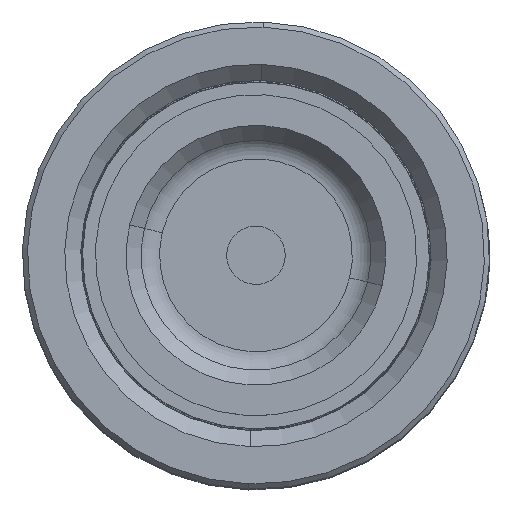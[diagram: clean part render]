
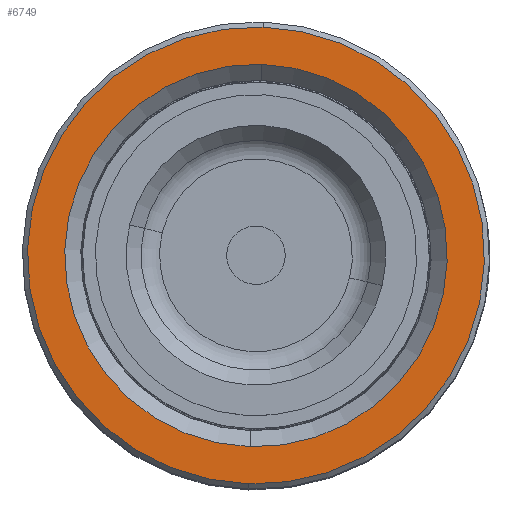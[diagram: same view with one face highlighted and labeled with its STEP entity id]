
A CAD part, top view. The second image highlights one B-rep face of the part: STEP entity #6749.
In plain terms, the highlighted planar face has unit normal (0, 0, 1).
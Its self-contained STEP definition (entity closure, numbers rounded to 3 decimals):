
#3001 = CIRCLE ( 'NONE', #24324, 31.3 ) ;
#3573 = CARTESIAN_POINT ( 'NONE',  ( 0., 0., 80. ) ) ;
#3637 = AXIS2_PLACEMENT_3D ( 'NONE', #28505, #19698, #7942 ) ;
#6749 = ADVANCED_FACE ( 'NONE', ( #36811, #47819 ), #34724, .T. ) ;
#7570 = DIRECTION ( 'NONE',  ( 0., 0., 1. ) ) ;
#7942 = DIRECTION ( 'NONE',  ( 1., 0., 0. ) ) ;
#9834 = ORIENTED_EDGE ( 'NONE', *, *, #13421, .T. ) ;
#10009 = CARTESIAN_POINT ( 'NONE',  ( 31.3, 0., 80. ) ) ;
#13363 = EDGE_CURVE ( 'NONE', #18193, #23822, #24977, .T. ) ;
#13421 = EDGE_CURVE ( 'NONE', #24463, #52202, #3001, .T. ) ;
#14332 = CARTESIAN_POINT ( 'NONE',  ( 0., 0., 80. ) ) ;
#15398 = CARTESIAN_POINT ( 'NONE',  ( 0., 0., 80. ) ) ;
#18193 = VERTEX_POINT ( 'NONE', #22396 ) ;
#19698 = DIRECTION ( 'NONE',  ( 0., 0., -1. ) ) ;
#22396 = CARTESIAN_POINT ( 'NONE',  ( 26.2, 0., 80. ) ) ;
#23235 = AXIS2_PLACEMENT_3D ( 'NONE', #50664, #52085, #39426 ) ;
#23822 = VERTEX_POINT ( 'NONE', #28196 ) ;
#24324 = AXIS2_PLACEMENT_3D ( 'NONE', #15398, #51895, #27668 ) ;
#24463 = VERTEX_POINT ( 'NONE', #32456 ) ;
#24977 = CIRCLE ( 'NONE', #49968, 26.2 ) ;
#27668 = DIRECTION ( 'NONE',  ( 1., 0., 0. ) ) ;
#28196 = CARTESIAN_POINT ( 'NONE',  ( -26.2, 0., 80. ) ) ;
#28318 = DIRECTION ( 'NONE',  ( 1., 0., 0. ) ) ;
#28505 = CARTESIAN_POINT ( 'NONE',  ( 0., 0., 80. ) ) ;
#32456 = CARTESIAN_POINT ( 'NONE',  ( -31.3, 0., 80. ) ) ;
#32696 = AXIS2_PLACEMENT_3D ( 'NONE', #3573, #7570, #28318 ) ;
#33268 = EDGE_CURVE ( 'NONE', #52202, #24463, #47127, .T. ) ;
#33618 = ORIENTED_EDGE ( 'NONE', *, *, #44124, .T. ) ;
#34724 = PLANE ( 'NONE',  #23235 ) ;
#36811 = FACE_OUTER_BOUND ( 'NONE', #46448, .T. ) ;
#39284 = CIRCLE ( 'NONE', #3637, 26.2 ) ;
#39409 = DIRECTION ( 'NONE',  ( 1., 0., 0. ) ) ;
#39426 = DIRECTION ( 'NONE',  ( 1., 0., 0. ) ) ;
#41506 = ORIENTED_EDGE ( 'NONE', *, *, #33268, .T. ) ;
#44100 = DIRECTION ( 'NONE',  ( 0., 0., -1. ) ) ;
#44124 = EDGE_CURVE ( 'NONE', #23822, #18193, #39284, .T. ) ;
#44678 = ORIENTED_EDGE ( 'NONE', *, *, #13363, .T. ) ;
#46448 = EDGE_LOOP ( 'NONE', ( #9834, #41506 ) ) ;
#47127 = CIRCLE ( 'NONE', #32696, 31.3 ) ;
#47819 = FACE_BOUND ( 'NONE', #50748, .T. ) ;
#49968 = AXIS2_PLACEMENT_3D ( 'NONE', #14332, #44100, #39409 ) ;
#50664 = CARTESIAN_POINT ( 'NONE',  ( 0., 0., 80. ) ) ;
#50748 = EDGE_LOOP ( 'NONE', ( #44678, #33618 ) ) ;
#51895 = DIRECTION ( 'NONE',  ( 0., 0., 1. ) ) ;
#52085 = DIRECTION ( 'NONE',  ( 0., 0., 1. ) ) ;
#52202 = VERTEX_POINT ( 'NONE', #10009 ) ;
